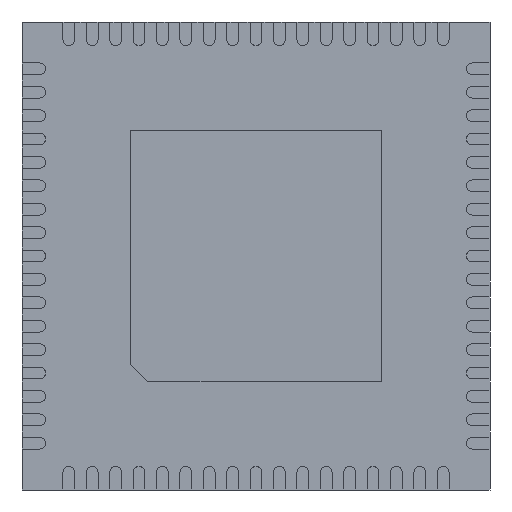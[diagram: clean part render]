
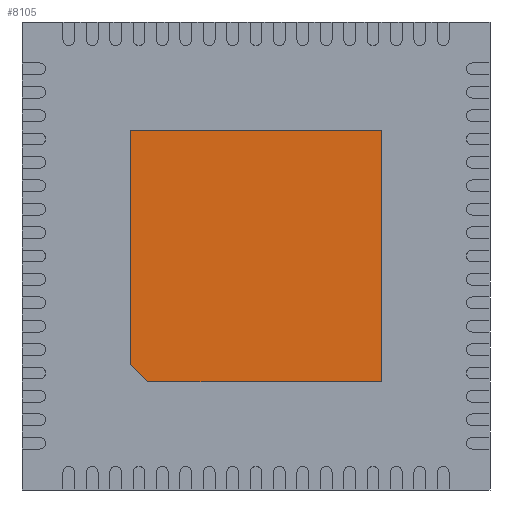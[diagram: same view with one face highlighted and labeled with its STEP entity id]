
A CAD part, front view. The second image highlights one B-rep face of the part: STEP entity #8105.
In plain terms, the highlighted planar face has unit normal (0, -1, 0).
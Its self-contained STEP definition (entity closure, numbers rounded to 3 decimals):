
#609 = CARTESIAN_POINT ( 'NONE',  ( -2.15, 0., 2.15 ) ) ;
#1064 = CARTESIAN_POINT ( 'NONE',  ( -2.15, 0., -1.85 ) ) ;
#1450 = VERTEX_POINT ( 'NONE', #1064 ) ;
#2445 = CARTESIAN_POINT ( 'NONE',  ( 2.15, 0., -2.15 ) ) ;
#3113 = VERTEX_POINT ( 'NONE', #20484 ) ;
#3408 = FACE_OUTER_BOUND ( 'NONE', #15500, .T. ) ;
#4040 = CARTESIAN_POINT ( 'NONE',  ( 2.15, 0., -2.15 ) ) ;
#4183 = CARTESIAN_POINT ( 'NONE',  ( -1.85, 0., -2.15 ) ) ;
#4240 = EDGE_CURVE ( 'NONE', #1450, #6760, #6287, .T. ) ;
#4755 = ORIENTED_EDGE ( 'NONE', *, *, #4240, .T. ) ;
#5021 = ORIENTED_EDGE ( 'NONE', *, *, #21061, .T. ) ;
#5359 = VERTEX_POINT ( 'NONE', #609 ) ;
#5894 = VECTOR ( 'NONE', #10924, 1000. ) ;
#5946 = CARTESIAN_POINT ( 'NONE',  ( -2., 0., -2. ) ) ;
#6287 = LINE ( 'NONE', #5946, #5894 ) ;
#6655 = CARTESIAN_POINT ( 'NONE',  ( -2.15, 0., -2.15 ) ) ;
#6760 = VERTEX_POINT ( 'NONE', #4183 ) ;
#6769 = CARTESIAN_POINT ( 'NONE',  ( 2.15, 0., -2.15 ) ) ;
#8105 = ADVANCED_FACE ( 'NONE', ( #3408 ), #8818, .T. ) ;
#8482 = AXIS2_PLACEMENT_3D ( 'NONE', #12234, #19124, #13796 ) ;
#8755 = VECTOR ( 'NONE', #22027, 1000. ) ;
#8818 = PLANE ( 'NONE',  #8482 ) ;
#10924 = DIRECTION ( 'NONE',  ( 0.707, 0., -0.707 ) ) ;
#11008 = EDGE_CURVE ( 'NONE', #5359, #1450, #15126, .T. ) ;
#11010 = VERTEX_POINT ( 'NONE', #6769 ) ;
#11059 = LINE ( 'NONE', #4040, #16247 ) ;
#11166 = DIRECTION ( 'NONE',  ( 1., 0., 0. ) ) ;
#12234 = CARTESIAN_POINT ( 'NONE',  ( 0., 0., 0. ) ) ;
#13029 = ORIENTED_EDGE ( 'NONE', *, *, #11008, .T. ) ;
#13796 = DIRECTION ( 'NONE',  ( 0., 0., -1. ) ) ;
#14162 = ORIENTED_EDGE ( 'NONE', *, *, #17521, .T. ) ;
#15126 = LINE ( 'NONE', #6655, #8755 ) ;
#15500 = EDGE_LOOP ( 'NONE', ( #13029, #4755, #5021, #14162, #21412 ) ) ;
#16123 = LINE ( 'NONE', #2445, #21526 ) ;
#16247 = VECTOR ( 'NONE', #11166, 1000. ) ;
#17521 = EDGE_CURVE ( 'NONE', #11010, #3113, #16123, .T. ) ;
#17568 = VECTOR ( 'NONE', #17993, 1000. ) ;
#17993 = DIRECTION ( 'NONE',  ( -1., 0., 0. ) ) ;
#18338 = LINE ( 'NONE', #21601, #17568 ) ;
#19021 = EDGE_CURVE ( 'NONE', #3113, #5359, #18338, .T. ) ;
#19124 = DIRECTION ( 'NONE',  ( 0., -1., 0. ) ) ;
#20484 = CARTESIAN_POINT ( 'NONE',  ( 2.15, 0., 2.15 ) ) ;
#20896 = DIRECTION ( 'NONE',  ( 0., 0., 1. ) ) ;
#21061 = EDGE_CURVE ( 'NONE', #6760, #11010, #11059, .T. ) ;
#21412 = ORIENTED_EDGE ( 'NONE', *, *, #19021, .T. ) ;
#21526 = VECTOR ( 'NONE', #20896, 1000. ) ;
#21601 = CARTESIAN_POINT ( 'NONE',  ( 2.15, 0., 2.15 ) ) ;
#22027 = DIRECTION ( 'NONE',  ( 0., 0., -1. ) ) ;
